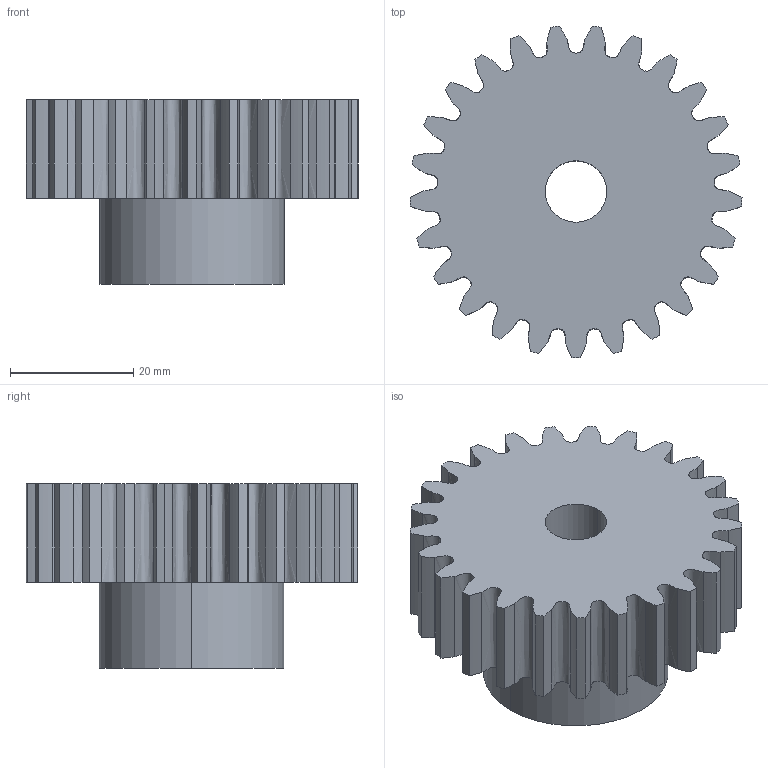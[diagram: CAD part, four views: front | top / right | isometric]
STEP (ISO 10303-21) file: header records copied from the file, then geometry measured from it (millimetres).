
FILE_DESCRIPTION (( 'STEP AP203' ), '1' );
FILE_NAME ('111-020-425.STEP', '2009-10-01T09:49:48', ( 'WMH Herion Antriebstechnik GmbH' ), ( 'WMH Herion Antriebstechnik GmbH' ), 'SwSTEP 2.0', 'SolidWorks 2009', '' );
FILE_SCHEMA (( 'CONFIG_CONTROL_DESIGN' ));
Length unit declared in the file: millimetre
Products named in the file (1): 111-020-425
Bounding box: 53.96 x 53.87 x 30 mm (x, y, z)
Volume: 38531.5 mm3; surface area: 10891.3 mm2
Topology: 1 solids, 1 shells, 108 faces, 315 edges, 210 vertices
Faces by surface type: cylinder 80, bspline 25, plane 3
Entity records: 4840 total; most frequent: CARTESIAN_POINT 1909, ORIENTED_EDGE 630, DIRECTION 593, EDGE_CURVE 315, AXIS2_PLACEMENT_3D 244, VERTEX_POINT 210, CIRCLE 160, EDGE_LOOP 111
